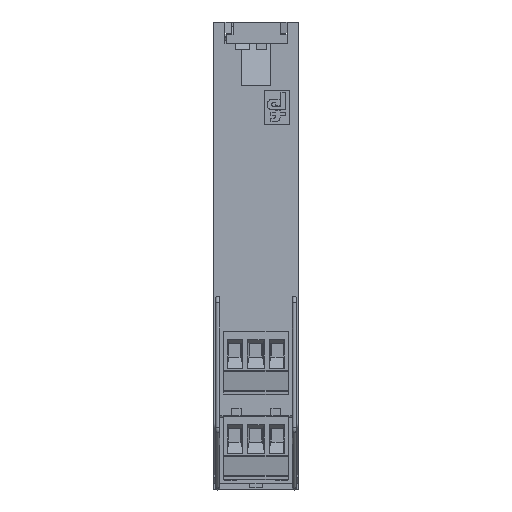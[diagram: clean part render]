
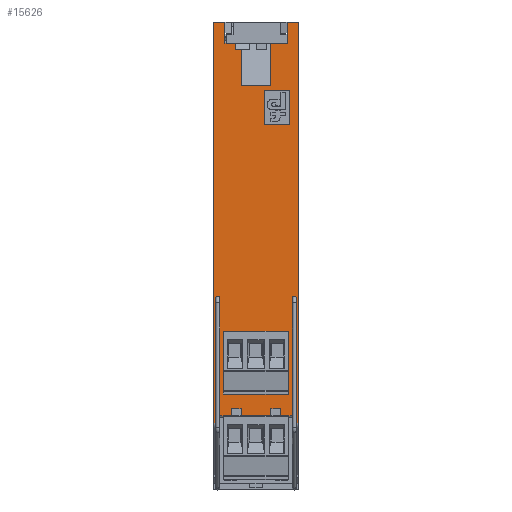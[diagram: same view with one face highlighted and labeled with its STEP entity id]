
A CAD part, left-side view. The second image highlights one B-rep face of the part: STEP entity #15626.
In plain terms, the highlighted planar face has unit normal (-1, 0, 0).
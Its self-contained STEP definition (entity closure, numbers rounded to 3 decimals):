
#913=DIRECTION('',(0.,-1.,0.));
#914=VECTOR('',#913,0.45);
#915=CARTESIAN_POINT('',(-43.75,9.95,-87.343));
#916=LINE('',#915,#914);
#917=DIRECTION('',(0.,0.,1.));
#918=VECTOR('',#917,94.343);
#919=CARTESIAN_POINT('',(-43.75,9.95,-87.343));
#920=LINE('',#919,#918);
#921=DIRECTION('',(0.,0.,-1.));
#922=VECTOR('',#921,5.);
#923=CARTESIAN_POINT('',(-43.75,7.3,7.));
#924=LINE('',#923,#922);
#925=DIRECTION('',(0.,-1.,0.));
#926=VECTOR('',#925,2.5);
#927=CARTESIAN_POINT('',(-43.75,7.3,2.));
#928=LINE('',#927,#926);
#929=DIRECTION('',(0.,-1.,0.));
#930=VECTOR('',#929,7.);
#931=CARTESIAN_POINT('',(-43.75,3.5,-8.));
#932=LINE('',#931,#930);
#933=DIRECTION('',(0.,0.,1.));
#934=VECTOR('',#933,10.);
#935=CARTESIAN_POINT('',(-43.75,-3.5,-8.));
#936=LINE('',#935,#934);
#937=DIRECTION('',(0.,-1.,0.));
#938=VECTOR('',#937,3.8);
#939=CARTESIAN_POINT('',(-43.75,-3.5,2.));
#940=LINE('',#939,#938);
#941=DIRECTION('',(0.,0.,1.));
#942=VECTOR('',#941,5.);
#943=CARTESIAN_POINT('',(-43.75,-7.3,2.));
#944=LINE('',#943,#942);
#945=DIRECTION('',(0.,0.,-1.));
#946=VECTOR('',#945,94.343);
#947=CARTESIAN_POINT('',(-43.75,-9.95,7.));
#948=LINE('',#947,#946);
#949=CARTESIAN_POINT('',(-43.75,-9.,-58.));
#950=DIRECTION('',(-1.,0.,0.));
#951=DIRECTION('',(0.,-1.,0.));
#952=AXIS2_PLACEMENT_3D('',#949,#950,#951);
#954=DIRECTION('',(0.,0.,-1.));
#955=VECTOR('',#954,27.5);
#956=CARTESIAN_POINT('',(-43.75,-8.5,-58.));
#957=LINE('',#956,#955);
#958=DIRECTION('',(0.,1.,0.));
#959=VECTOR('',#958,2.25);
#960=CARTESIAN_POINT('',(-43.75,-5.75,-83.85));
#961=LINE('',#960,#959);
#962=DIRECTION('',(0.,0.,-1.));
#963=VECTOR('',#962,1.65);
#964=CARTESIAN_POINT('',(-43.75,-3.5,-83.85));
#965=LINE('',#964,#963);
#966=DIRECTION('',(0.,1.,0.));
#967=VECTOR('',#966,2.25);
#968=CARTESIAN_POINT('',(-43.75,3.5,-83.85));
#969=LINE('',#968,#967);
#970=DIRECTION('',(0.,0.,-1.));
#971=VECTOR('',#970,1.65);
#972=CARTESIAN_POINT('',(-43.75,5.75,-83.85));
#973=LINE('',#972,#971);
#974=CARTESIAN_POINT('',(-43.75,9.,-58.));
#975=DIRECTION('',(-1.,0.,0.));
#976=DIRECTION('',(0.,-1.,0.));
#977=AXIS2_PLACEMENT_3D('',#974,#975,#976);
#983=DIRECTION('',(0.,1.,0.));
#984=VECTOR('',#983,2.65);
#985=CARTESIAN_POINT('',(-43.75,7.3,7.));
#986=LINE('',#985,#984);
#1349=DIRECTION('',(0.,0.,1.));
#1350=VECTOR('',#1349,8.5);
#1351=CARTESIAN_POINT('',(-43.75,3.5,-8.));
#1352=LINE('',#1351,#1350);
#1353=DIRECTION('',(0.,1.,0.));
#1354=VECTOR('',#1353,1.3);
#1355=CARTESIAN_POINT('',(-43.75,3.5,0.5));
#1356=LINE('',#1355,#1354);
#1373=DIRECTION('',(0.,0.,1.));
#1374=VECTOR('',#1373,1.5);
#1375=CARTESIAN_POINT('',(-43.75,4.8,0.5));
#1376=LINE('',#1375,#1374);
#1965=DIRECTION('',(0.,1.,0.));
#1966=VECTOR('',#1965,2.65);
#1967=CARTESIAN_POINT('',(-43.75,-9.95,7.));
#1968=LINE('',#1967,#1966);
#5787=DIRECTION('',(0.,-1.,0.));
#5788=VECTOR('',#5787,0.45);
#5789=CARTESIAN_POINT('',(-43.75,-9.5,-87.343));
#5790=LINE('',#5789,#5788);
#7423=DIRECTION('',(0.,0.,1.));
#7424=VECTOR('',#7423,29.343);
#7425=CARTESIAN_POINT('',(-43.75,9.5,-87.343));
#7426=LINE('',#7425,#7424);
#7508=DIRECTION('',(0.,0.,-1.));
#7509=VECTOR('',#7508,27.5);
#7510=CARTESIAN_POINT('',(-43.75,8.5,-58.));
#7511=LINE('',#7510,#7509);
#7524=DIRECTION('',(0.,-1.,0.));
#7525=VECTOR('',#7524,2.75);
#7526=CARTESIAN_POINT('',(-43.75,8.5,-85.5));
#7527=LINE('',#7526,#7525);
#7532=DIRECTION('',(0.,-1.,0.));
#7533=VECTOR('',#7532,7.);
#7534=CARTESIAN_POINT('',(-43.75,3.5,-85.5));
#7535=LINE('',#7534,#7533);
#7540=DIRECTION('',(0.,-1.,0.));
#7541=VECTOR('',#7540,2.75);
#7542=CARTESIAN_POINT('',(-43.75,-5.75,-85.5));
#7543=LINE('',#7542,#7541);
#7564=DIRECTION('',(0.,0.,-1.));
#7565=VECTOR('',#7564,1.65);
#7566=CARTESIAN_POINT('',(-43.75,3.5,-83.85));
#7567=LINE('',#7566,#7565);
#7604=DIRECTION('',(0.,0.,-1.));
#7605=VECTOR('',#7604,1.65);
#7606=CARTESIAN_POINT('',(-43.75,-5.75,-83.85));
#7607=LINE('',#7606,#7605);
#7689=DIRECTION('',(0.,0.,-1.));
#7690=VECTOR('',#7689,29.343);
#7691=CARTESIAN_POINT('',(-43.75,-9.5,-58.));
#7692=LINE('',#7691,#7690);
#9299=DIRECTION('',(0.,0.,-1.));
#9300=VECTOR('',#9299,8.);
#9301=CARTESIAN_POINT('',(-43.75,-7.95,-9.));
#9302=LINE('',#9301,#9300);
#9307=DIRECTION('',(0.,1.,0.));
#9308=VECTOR('',#9307,6.);
#9309=CARTESIAN_POINT('',(-43.75,-7.95,-17.));
#9310=LINE('',#9309,#9308);
#9315=DIRECTION('',(0.,0.,1.));
#9316=VECTOR('',#9315,8.);
#9317=CARTESIAN_POINT('',(-43.75,-1.95,-17.));
#9318=LINE('',#9317,#9316);
#9323=DIRECTION('',(0.,-1.,0.));
#9324=VECTOR('',#9323,6.);
#9325=CARTESIAN_POINT('',(-43.75,-1.95,-9.));
#9326=LINE('',#9325,#9324);
#10883=CARTESIAN_POINT('',(-43.75,-9.95,-87.343));
#10885=VERTEX_POINT('',#10883);
#10886=CARTESIAN_POINT('',(-43.75,-9.95,7.));
#10887=VERTEX_POINT('',#10886);
#10952=CARTESIAN_POINT('',(-43.75,7.3,7.));
#10953=CARTESIAN_POINT('',(-43.75,7.3,2.));
#10954=VERTEX_POINT('',#10952);
#10955=VERTEX_POINT('',#10953);
#11016=CARTESIAN_POINT('',(-43.75,9.95,-87.343));
#11017=CARTESIAN_POINT('',(-43.75,9.5,-87.343));
#11018=VERTEX_POINT('',#11016);
#11019=VERTEX_POINT('',#11017);
#11020=CARTESIAN_POINT('',(-43.75,9.95,7.));
#11021=VERTEX_POINT('',#11020);
#11022=CARTESIAN_POINT('',(-43.75,4.8,2.));
#11023=VERTEX_POINT('',#11022);
#11024=CARTESIAN_POINT('',(-43.75,4.8,0.5));
#11025=VERTEX_POINT('',#11024);
#11026=CARTESIAN_POINT('',(-43.75,3.5,0.5));
#11027=VERTEX_POINT('',#11026);
#11028=CARTESIAN_POINT('',(-43.75,3.5,-8.));
#11029=VERTEX_POINT('',#11028);
#11030=CARTESIAN_POINT('',(-43.75,-3.5,-8.));
#11031=VERTEX_POINT('',#11030);
#11032=CARTESIAN_POINT('',(-43.75,-3.5,2.));
#11033=VERTEX_POINT('',#11032);
#11034=CARTESIAN_POINT('',(-43.75,-7.3,2.));
#11035=VERTEX_POINT('',#11034);
#11036=CARTESIAN_POINT('',(-43.75,-7.3,7.));
#11037=VERTEX_POINT('',#11036);
#11038=CARTESIAN_POINT('',(-43.75,-9.5,-87.343));
#11039=VERTEX_POINT('',#11038);
#11040=CARTESIAN_POINT('',(-43.75,-9.5,-58.));
#11041=VERTEX_POINT('',#11040);
#11042=CARTESIAN_POINT('',(-43.75,-8.5,-58.));
#11043=VERTEX_POINT('',#11042);
#11044=CARTESIAN_POINT('',(-43.75,-8.5,-85.5));
#11045=VERTEX_POINT('',#11044);
#11046=CARTESIAN_POINT('',(-43.75,-5.75,-85.5));
#11047=VERTEX_POINT('',#11046);
#11048=CARTESIAN_POINT('',(-43.75,-5.75,-83.85));
#11049=VERTEX_POINT('',#11048);
#11050=CARTESIAN_POINT('',(-43.75,-3.5,-83.85));
#11051=VERTEX_POINT('',#11050);
#11052=CARTESIAN_POINT('',(-43.75,-3.5,-85.5));
#11053=VERTEX_POINT('',#11052);
#11054=CARTESIAN_POINT('',(-43.75,3.5,-85.5));
#11055=VERTEX_POINT('',#11054);
#11056=CARTESIAN_POINT('',(-43.75,3.5,-83.85));
#11057=VERTEX_POINT('',#11056);
#11058=CARTESIAN_POINT('',(-43.75,5.75,-83.85));
#11059=VERTEX_POINT('',#11058);
#11060=CARTESIAN_POINT('',(-43.75,5.75,-85.5));
#11061=VERTEX_POINT('',#11060);
#11062=CARTESIAN_POINT('',(-43.75,8.5,-85.5));
#11063=VERTEX_POINT('',#11062);
#11064=CARTESIAN_POINT('',(-43.75,8.5,-58.));
#11065=VERTEX_POINT('',#11064);
#11066=CARTESIAN_POINT('',(-43.75,9.5,-58.));
#11067=VERTEX_POINT('',#11066);
#11068=CARTESIAN_POINT('',(-43.75,-7.95,-9.));
#11069=CARTESIAN_POINT('',(-43.75,-7.95,-17.));
#11070=VERTEX_POINT('',#11068);
#11071=VERTEX_POINT('',#11069);
#11072=CARTESIAN_POINT('',(-43.75,-1.95,-9.));
#11073=VERTEX_POINT('',#11072);
#11074=CARTESIAN_POINT('',(-43.75,-1.95,-17.));
#11075=VERTEX_POINT('',#11074);
#15552=CARTESIAN_POINT('',(-43.75,-9.95,-85.5));
#15553=DIRECTION('',(-1.,0.,0.));
#15554=DIRECTION('',(0.,0.,1.));
#15555=AXIS2_PLACEMENT_3D('',#15552,#15553,#15554);
#15556=PLANE('',#15555);
#15557=ORIENTED_EDGE('',*,*,#15538,.F.);
#15558=ORIENTED_EDGE('',*,*,#15030,.T.);
#15560=ORIENTED_EDGE('',*,*,#15559,.F.);
#15562=ORIENTED_EDGE('',*,*,#15561,.T.);
#15564=ORIENTED_EDGE('',*,*,#15563,.T.);
#15566=ORIENTED_EDGE('',*,*,#15565,.F.);
#15568=ORIENTED_EDGE('',*,*,#15567,.F.);
#15570=ORIENTED_EDGE('',*,*,#15569,.F.);
#15572=ORIENTED_EDGE('',*,*,#15571,.T.);
#15574=ORIENTED_EDGE('',*,*,#15573,.T.);
#15576=ORIENTED_EDGE('',*,*,#15575,.T.);
#15578=ORIENTED_EDGE('',*,*,#15577,.T.);
#15580=ORIENTED_EDGE('',*,*,#15579,.F.);
#15581=ORIENTED_EDGE('',*,*,#14167,.T.);
#15583=ORIENTED_EDGE('',*,*,#15582,.F.);
#15585=ORIENTED_EDGE('',*,*,#15584,.F.);
#15587=ORIENTED_EDGE('',*,*,#15586,.T.);
#15589=ORIENTED_EDGE('',*,*,#15588,.T.);
#15591=ORIENTED_EDGE('',*,*,#15590,.F.);
#15593=ORIENTED_EDGE('',*,*,#15592,.F.);
#15595=ORIENTED_EDGE('',*,*,#15594,.T.);
#15597=ORIENTED_EDGE('',*,*,#15596,.T.);
#15599=ORIENTED_EDGE('',*,*,#15598,.F.);
#15601=ORIENTED_EDGE('',*,*,#15600,.F.);
#15603=ORIENTED_EDGE('',*,*,#15602,.T.);
#15605=ORIENTED_EDGE('',*,*,#15604,.T.);
#15607=ORIENTED_EDGE('',*,*,#15606,.F.);
#15609=ORIENTED_EDGE('',*,*,#15608,.F.);
#15611=ORIENTED_EDGE('',*,*,#15610,.T.);
#15613=ORIENTED_EDGE('',*,*,#15612,.F.);
#15614=EDGE_LOOP('',(#15557,#15558,#15560,#15562,#15564,#15566,#15568,#15570,
#15572,#15574,#15576,#15578,#15580,#15581,#15583,#15585,#15587,#15589,#15591,
#15593,#15595,#15597,#15599,#15601,#15603,#15605,#15607,#15609,#15611,#15613));
#15615=FACE_OUTER_BOUND('',#15614,.F.);
#15617=ORIENTED_EDGE('',*,*,#15616,.F.);
#15619=ORIENTED_EDGE('',*,*,#15618,.F.);
#15621=ORIENTED_EDGE('',*,*,#15620,.F.);
#15623=ORIENTED_EDGE('',*,*,#15622,.F.);
#15624=EDGE_LOOP('',(#15617,#15619,#15621,#15623));
#15625=FACE_BOUND('',#15624,.F.);
#15626=ADVANCED_FACE('',(#15615,#15625),#15556,.T.);
#953=CIRCLE('',#952,0.5);
#978=CIRCLE('',#977,0.5);
#14167=EDGE_CURVE('',#10887,#10885,#948,.T.);
#15030=EDGE_CURVE('',#11018,#11021,#920,.T.);
#15538=EDGE_CURVE('',#11018,#11019,#916,.T.);
#15559=EDGE_CURVE('',#10954,#11021,#986,.T.);
#15561=EDGE_CURVE('',#10954,#10955,#924,.T.);
#15563=EDGE_CURVE('',#10955,#11023,#928,.T.);
#15565=EDGE_CURVE('',#11025,#11023,#1376,.T.);
#15567=EDGE_CURVE('',#11027,#11025,#1356,.T.);
#15569=EDGE_CURVE('',#11029,#11027,#1352,.T.);
#15571=EDGE_CURVE('',#11029,#11031,#932,.T.);
#15573=EDGE_CURVE('',#11031,#11033,#936,.T.);
#15575=EDGE_CURVE('',#11033,#11035,#940,.T.);
#15577=EDGE_CURVE('',#11035,#11037,#944,.T.);
#15579=EDGE_CURVE('',#10887,#11037,#1968,.T.);
#15582=EDGE_CURVE('',#11039,#10885,#5790,.T.);
#15584=EDGE_CURVE('',#11041,#11039,#7692,.T.);
#15586=EDGE_CURVE('',#11041,#11043,#953,.T.);
#15588=EDGE_CURVE('',#11043,#11045,#957,.T.);
#15590=EDGE_CURVE('',#11047,#11045,#7543,.T.);
#15592=EDGE_CURVE('',#11049,#11047,#7607,.T.);
#15594=EDGE_CURVE('',#11049,#11051,#961,.T.);
#15596=EDGE_CURVE('',#11051,#11053,#965,.T.);
#15598=EDGE_CURVE('',#11055,#11053,#7535,.T.);
#15600=EDGE_CURVE('',#11057,#11055,#7567,.T.);
#15602=EDGE_CURVE('',#11057,#11059,#969,.T.);
#15604=EDGE_CURVE('',#11059,#11061,#973,.T.);
#15606=EDGE_CURVE('',#11063,#11061,#7527,.T.);
#15608=EDGE_CURVE('',#11065,#11063,#7511,.T.);
#15610=EDGE_CURVE('',#11065,#11067,#978,.T.);
#15612=EDGE_CURVE('',#11019,#11067,#7426,.T.);
#15616=EDGE_CURVE('',#11070,#11071,#9302,.T.);
#15618=EDGE_CURVE('',#11073,#11070,#9326,.T.);
#15620=EDGE_CURVE('',#11075,#11073,#9318,.T.);
#15622=EDGE_CURVE('',#11071,#11075,#9310,.T.);
